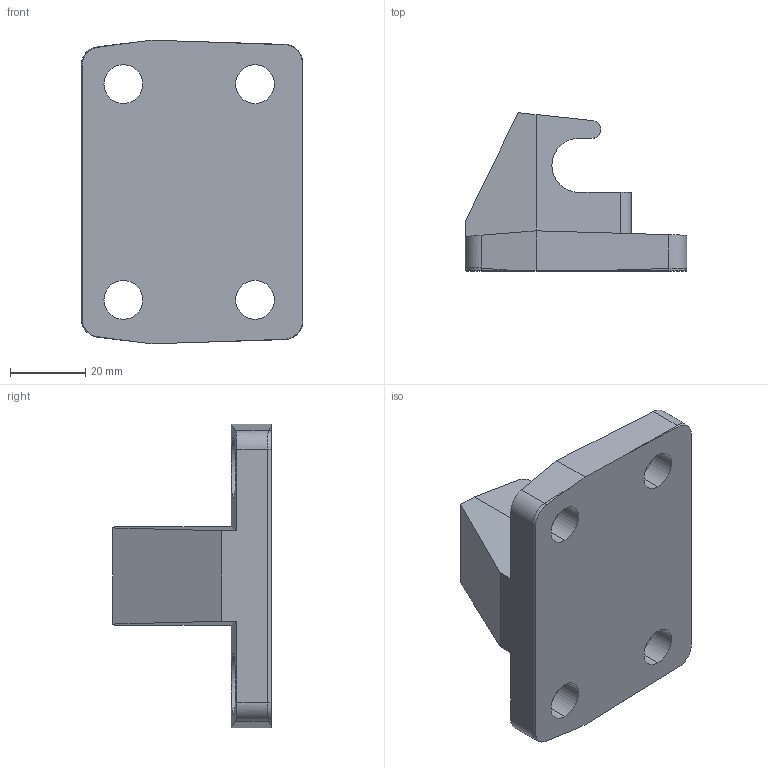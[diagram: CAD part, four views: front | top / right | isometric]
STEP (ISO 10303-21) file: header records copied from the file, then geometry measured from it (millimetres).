
FILE_DESCRIPTION (( 'STEP AP214' ), '1' );
FILE_NAME ('GH-40370-LP.STEP', '2020-07-07T00:59:44', ( 'LinWei' ), ( '' ), 'SwSTEP 2.0', 'SolidWorks 2016', '' );
FILE_SCHEMA (( 'AUTOMOTIVE_DESIGN' ));
Length unit declared in the file: millimetre
Products named in the file (1): GH-40370-LP
Bounding box: 58.8 x 41.97 x 80.5 mm (x, y, z)
Volume: 62235.8 mm3; surface area: 15929 mm2
Topology: 1 solids, 1 shells, 58 faces, 150 edges, 96 vertices
Faces by surface type: cylinder 31, plane 23, bspline 4
Entity records: 2118 total; most frequent: CARTESIAN_POINT 743, ORIENTED_EDGE 300, DIRECTION 254, EDGE_CURVE 150, VERTEX_POINT 96, AXIS2_PLACEMENT_3D 87, LINE 80, VECTOR 80
